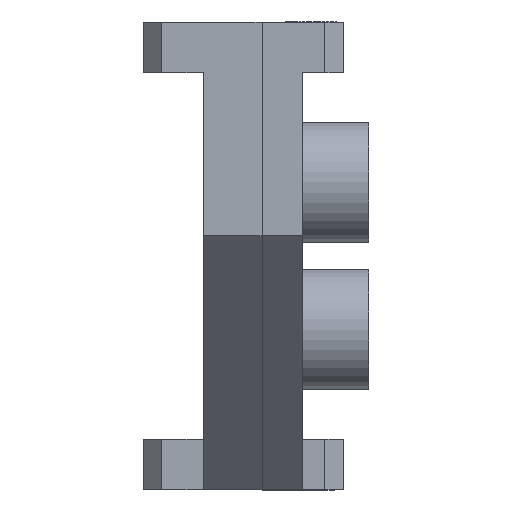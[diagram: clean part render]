
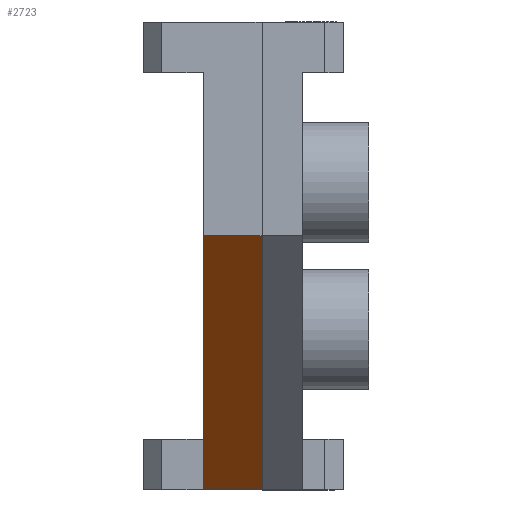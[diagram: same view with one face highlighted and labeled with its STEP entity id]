
A CAD part, left-side view. The second image highlights one B-rep face of the part: STEP entity #2723.
In plain terms, the highlighted planar face has unit normal (-0.707, 0, -0.707).
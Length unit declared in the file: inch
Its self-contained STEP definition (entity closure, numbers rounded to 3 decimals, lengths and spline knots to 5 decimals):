
#688 = ORIENTED_EDGE ( 'NONE', *, *, #18320, .T. ) ;
#1055 = VECTOR ( 'NONE', #3386, 39.37008 ) ;
#2506 = VECTOR ( 'NONE', #15516, 39.37008 ) ;
#2564 = ORIENTED_EDGE ( 'NONE', *, *, #11248, .F. ) ;
#2723 = ADVANCED_FACE ( 'NONE', ( #11135 ), #5917, .F. ) ;
#2933 = LINE ( 'NONE', #6027, #8741 ) ;
#3132 = LINE ( 'NONE', #12193, #1055 ) ;
#3348 = VERTEX_POINT ( 'NONE', #16773 ) ;
#3386 = DIRECTION ( 'NONE',  ( -0.707, 0., 0.707 ) ) ;
#5267 = LINE ( 'NONE', #13691, #9421 ) ;
#5288 = EDGE_CURVE ( 'NONE', #8364, #12779, #2933, .T. ) ;
#5917 = PLANE ( 'NONE',  #6035 ) ;
#6027 = CARTESIAN_POINT ( 'NONE',  ( -4.25817, 0.59471, 0.41218 ) ) ;
#6035 = AXIS2_PLACEMENT_3D ( 'NONE', #10248, #16061, #7460 ) ;
#6074 = DIRECTION ( 'NONE',  ( 0., -1., 0. ) ) ;
#7427 = VERTEX_POINT ( 'NONE', #11893 ) ;
#7460 = DIRECTION ( 'NONE',  ( 0.707, 0., -0.707 ) ) ;
#7521 = DIRECTION ( 'NONE',  ( 0., -1., 0. ) ) ;
#8364 = VERTEX_POINT ( 'NONE', #14994 ) ;
#8524 = ORIENTED_EDGE ( 'NONE', *, *, #5288, .T. ) ;
#8741 = VECTOR ( 'NONE', #7521, 39.37008 ) ;
#9413 = CARTESIAN_POINT ( 'NONE',  ( -4.25817, 0.37471, 0.41218 ) ) ;
#9421 = VECTOR ( 'NONE', #6074, 39.37008 ) ;
#9467 = LINE ( 'NONE', #12460, #2506 ) ;
#10248 = CARTESIAN_POINT ( 'NONE',  ( -5.20817, 0.59471, 1.36218 ) ) ;
#11135 = FACE_OUTER_BOUND ( 'NONE', #14403, .T. ) ;
#11155 = EDGE_CURVE ( 'NONE', #7427, #3348, #5267, .T. ) ;
#11248 = EDGE_CURVE ( 'NONE', #8364, #7427, #3132, .T. ) ;
#11893 = CARTESIAN_POINT ( 'NONE',  ( -5.20817, 0.59471, 1.36218 ) ) ;
#12193 = CARTESIAN_POINT ( 'NONE',  ( -5.20817, 0.59471, 1.36218 ) ) ;
#12460 = CARTESIAN_POINT ( 'NONE',  ( -5.20817, 0.37471, 1.36218 ) ) ;
#12779 = VERTEX_POINT ( 'NONE', #9413 ) ;
#13691 = CARTESIAN_POINT ( 'NONE',  ( -5.20817, 0.59471, 1.36218 ) ) ;
#14403 = EDGE_LOOP ( 'NONE', ( #688, #15066, #2564, #8524 ) ) ;
#14994 = CARTESIAN_POINT ( 'NONE',  ( -4.25817, 0.59471, 0.41218 ) ) ;
#15066 = ORIENTED_EDGE ( 'NONE', *, *, #11155, .F. ) ;
#15516 = DIRECTION ( 'NONE',  ( -0.707, 0., 0.707 ) ) ;
#16061 = DIRECTION ( 'NONE',  ( 0.707, 0., 0.707 ) ) ;
#16773 = CARTESIAN_POINT ( 'NONE',  ( -5.20817, 0.37471, 1.36218 ) ) ;
#18320 = EDGE_CURVE ( 'NONE', #12779, #3348, #9467, .T. ) ;
